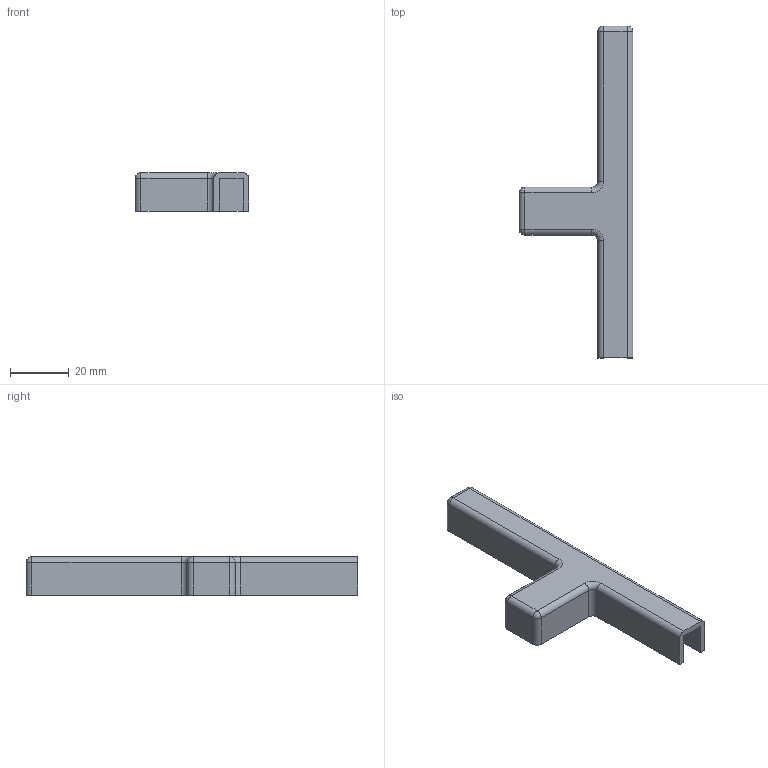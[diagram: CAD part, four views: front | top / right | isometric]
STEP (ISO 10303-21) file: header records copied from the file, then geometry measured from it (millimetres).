
FILE_DESCRIPTION (( 'STEP AP214' ), '1' );
FILE_NAME ('Conduit 100 Top.STEP', '2023-06-09T20:57:56', ( '' ), ( '' ), 'SwSTEP 2.0', 'SolidWorks 2022', '' );
FILE_SCHEMA (( 'AUTOMOTIVE_DESIGN' ));
Length unit declared in the file: millimetre
Products named in the file (1): Conduit 100 Top
Bounding box: 38.8 x 113 x 13 mm (x, y, z)
Volume: 9923.1 mm3; surface area: 10383.8 mm2
Topology: 1 solids, 1 shells, 41 faces, 105 edges, 62 vertices
Faces by surface type: plane 22, cylinder 13, sphere 4, torus 2
Entity records: 1229 total; most frequent: DIRECTION 213, CARTESIAN_POINT 205, ORIENTED_EDGE 202, EDGE_CURVE 101, LINE 73, VECTOR 73, AXIS2_PLACEMENT_3D 70, VERTEX_POINT 62
